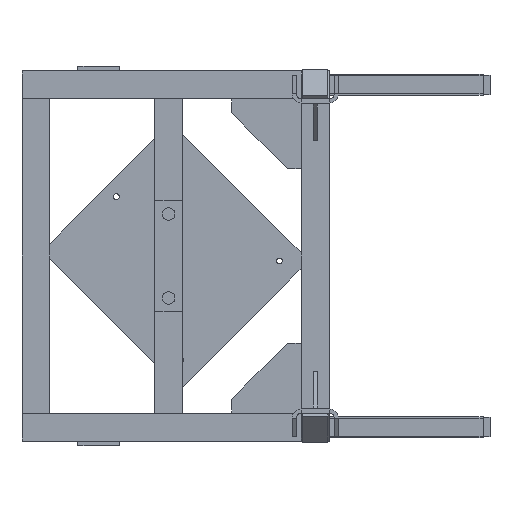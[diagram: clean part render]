
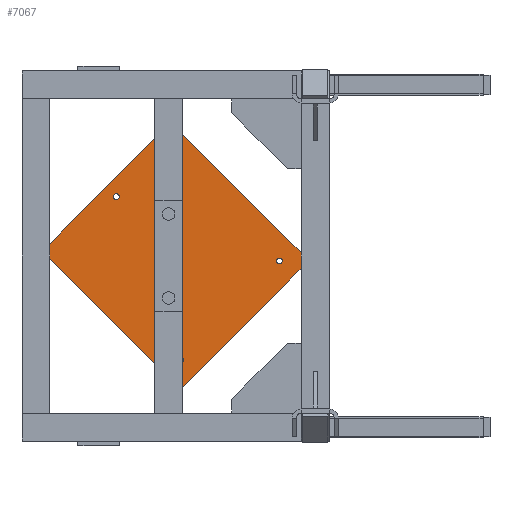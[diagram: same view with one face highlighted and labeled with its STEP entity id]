
A CAD part, front view. The second image highlights one B-rep face of the part: STEP entity #7067.
In plain terms, the highlighted planar face has unit normal (0, -1, 0).
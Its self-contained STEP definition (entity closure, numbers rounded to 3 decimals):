
#34 = DIRECTION ( 'NONE',  ( 0., 0., 1. ) ) ;
#67 = VECTOR ( 'NONE', #6343, 1000. ) ;
#228 = VERTEX_POINT ( 'NONE', #6138 ) ;
#396 = LINE ( 'NONE', #8415, #67 ) ;
#864 = VERTEX_POINT ( 'NONE', #11770 ) ;
#880 = VERTEX_POINT ( 'NONE', #3493 ) ;
#881 = CARTESIAN_POINT ( 'NONE',  ( -96.464, 310., -72.146 ) ) ;
#934 = EDGE_CURVE ( 'NONE', #957, #228, #6920, .T. ) ;
#957 = VERTEX_POINT ( 'NONE', #10453 ) ;
#1211 = LINE ( 'NONE', #2749, #4535 ) ;
#1262 = VECTOR ( 'NONE', #2420, 1000. ) ;
#1474 = DIRECTION ( 'NONE',  ( 0., 1., 0. ) ) ;
#1562 = AXIS2_PLACEMENT_3D ( 'NONE', #7577, #2272, #3338 ) ;
#1864 = DIRECTION ( 'NONE',  ( 0.707, 0., -0.707 ) ) ;
#1865 = ORIENTED_EDGE ( 'NONE', *, *, #2844, .T. ) ;
#2197 = DIRECTION ( 'NONE',  ( 0., 0., 1. ) ) ;
#2272 = DIRECTION ( 'NONE',  ( 0., 1., 0. ) ) ;
#2297 = CARTESIAN_POINT ( 'NONE',  ( -96.464, 310., -74.246 ) ) ;
#2420 = DIRECTION ( 'NONE',  ( -0.707, 0., -0.707 ) ) ;
#2572 = FACE_BOUND ( 'NONE', #3511, .T. ) ;
#2716 = ORIENTED_EDGE ( 'NONE', *, *, #4050, .T. ) ;
#2749 = CARTESIAN_POINT ( 'NONE',  ( -103.536, 310., 95.459 ) ) ;
#2765 = AXIS2_PLACEMENT_3D ( 'NONE', #10320, #10372, #7065 ) ;
#2787 = EDGE_LOOP ( 'NONE', ( #2716, #13641 ) ) ;
#2844 = EDGE_CURVE ( 'NONE', #10305, #5162, #11332, .T. ) ;
#2858 = ORIENTED_EDGE ( 'NONE', *, *, #8251, .F. ) ;
#2959 = VERTEX_POINT ( 'NONE', #9429 ) ;
#3338 = DIRECTION ( 'NONE',  ( 0., 0., 1. ) ) ;
#3375 = DIRECTION ( 'NONE',  ( 0., 1., 0. ) ) ;
#3493 = CARTESIAN_POINT ( 'NONE',  ( -195.459, 310., 3.536 ) ) ;
#3511 = EDGE_LOOP ( 'NONE', ( #5607, #6339 ) ) ;
#3562 = CIRCLE ( 'NONE', #9729, 2.1 ) ;
#3932 = FACE_BOUND ( 'NONE', #11045, .T. ) ;
#4050 = EDGE_CURVE ( 'NONE', #6975, #10144, #10801, .T. ) ;
#4306 = EDGE_CURVE ( 'NONE', #11446, #2959, #3562, .T. ) ;
#4535 = VECTOR ( 'NONE', #1864, 1000. ) ;
#4830 = DIRECTION ( 'NONE',  ( 0., 1., 0. ) ) ;
#4869 = ORIENTED_EDGE ( 'NONE', *, *, #13201, .F. ) ;
#5162 = VERTEX_POINT ( 'NONE', #9823 ) ;
#5403 = FACE_OUTER_BOUND ( 'NONE', #13584, .T. ) ;
#5607 = ORIENTED_EDGE ( 'NONE', *, *, #4306, .T. ) ;
#5702 = ORIENTED_EDGE ( 'NONE', *, *, #6974, .T. ) ;
#5995 = CARTESIAN_POINT ( 'NONE',  ( -25.754, 310., -3.536 ) ) ;
#6138 = CARTESIAN_POINT ( 'NONE',  ( -96.464, 310., -95.459 ) ) ;
#6339 = ORIENTED_EDGE ( 'NONE', *, *, #13533, .T. ) ;
#6343 = DIRECTION ( 'NONE',  ( 0.707, 0., 0.707 ) ) ;
#6359 = EDGE_CURVE ( 'NONE', #228, #880, #7444, .T. ) ;
#6639 = ORIENTED_EDGE ( 'NONE', *, *, #6359, .F. ) ;
#6787 = CARTESIAN_POINT ( 'NONE',  ( -25.754, 310., -1.436 ) ) ;
#6920 = LINE ( 'NONE', #13006, #1262 ) ;
#6974 = EDGE_CURVE ( 'NONE', #5162, #10305, #10095, .T. ) ;
#6975 = VERTEX_POINT ( 'NONE', #11461 ) ;
#7065 = DIRECTION ( 'NONE',  ( 0., 0., 1. ) ) ;
#7067 = ADVANCED_FACE ( 'NONE', ( #2572, #3932, #12882, #5403 ), #7423, .F. ) ;
#7423 = PLANE ( 'NONE',  #9683 ) ;
#7444 = LINE ( 'NONE', #13532, #12599 ) ;
#7577 = CARTESIAN_POINT ( 'NONE',  ( -142.426, 310., 42.426 ) ) ;
#7590 = DIRECTION ( 'NONE',  ( 0., 1., 0. ) ) ;
#7752 = EDGE_CURVE ( 'NONE', #10144, #6975, #10719, .T. ) ;
#7793 = DIRECTION ( 'NONE',  ( 0., 0., 1. ) ) ;
#8251 = EDGE_CURVE ( 'NONE', #880, #864, #396, .T. ) ;
#8415 = CARTESIAN_POINT ( 'NONE',  ( -195.459, 310., 3.536 ) ) ;
#9186 = DIRECTION ( 'NONE',  ( 0., 0., 1. ) ) ;
#9429 = CARTESIAN_POINT ( 'NONE',  ( -96.464, 310., -76.346 ) ) ;
#9683 = AXIS2_PLACEMENT_3D ( 'NONE', #10709, #7590, #2197 ) ;
#9729 = AXIS2_PLACEMENT_3D ( 'NONE', #2297, #3375, #34 ) ;
#9823 = CARTESIAN_POINT ( 'NONE',  ( -25.754, 310., -5.636 ) ) ;
#10095 = CIRCLE ( 'NONE', #10628, 2.1 ) ;
#10144 = VERTEX_POINT ( 'NONE', #10746 ) ;
#10305 = VERTEX_POINT ( 'NONE', #6787 ) ;
#10320 = CARTESIAN_POINT ( 'NONE',  ( -142.426, 310., 42.426 ) ) ;
#10372 = DIRECTION ( 'NONE',  ( 0., 1., 0. ) ) ;
#10416 = CARTESIAN_POINT ( 'NONE',  ( -25.754, 310., -3.536 ) ) ;
#10453 = CARTESIAN_POINT ( 'NONE',  ( -4.541, 310., -3.536 ) ) ;
#10581 = DIRECTION ( 'NONE',  ( 0., 1., 0. ) ) ;
#10628 = AXIS2_PLACEMENT_3D ( 'NONE', #10416, #10581, #11639 ) ;
#10709 = CARTESIAN_POINT ( 'NONE',  ( 0., 310., 0. ) ) ;
#10719 = CIRCLE ( 'NONE', #1562, 2.1 ) ;
#10746 = CARTESIAN_POINT ( 'NONE',  ( -142.426, 310., 40.326 ) ) ;
#10801 = CIRCLE ( 'NONE', #2765, 2.1 ) ;
#11045 = EDGE_LOOP ( 'NONE', ( #1865, #5702 ) ) ;
#11332 = CIRCLE ( 'NONE', #13428, 2.1 ) ;
#11446 = VERTEX_POINT ( 'NONE', #881 ) ;
#11461 = CARTESIAN_POINT ( 'NONE',  ( -142.426, 310., 44.526 ) ) ;
#11639 = DIRECTION ( 'NONE',  ( 0., 0., 1. ) ) ;
#11667 = ORIENTED_EDGE ( 'NONE', *, *, #934, .F. ) ;
#11770 = CARTESIAN_POINT ( 'NONE',  ( -103.536, 310., 95.459 ) ) ;
#12352 = AXIS2_PLACEMENT_3D ( 'NONE', #13040, #1474, #7793 ) ;
#12431 = DIRECTION ( 'NONE',  ( -0.707, 0., 0.707 ) ) ;
#12599 = VECTOR ( 'NONE', #12431, 1000. ) ;
#12882 = FACE_BOUND ( 'NONE', #2787, .T. ) ;
#13006 = CARTESIAN_POINT ( 'NONE',  ( -96.464, 310., -95.459 ) ) ;
#13040 = CARTESIAN_POINT ( 'NONE',  ( -96.464, 310., -74.246 ) ) ;
#13201 = EDGE_CURVE ( 'NONE', #864, #957, #1211, .T. ) ;
#13428 = AXIS2_PLACEMENT_3D ( 'NONE', #5995, #4830, #9186 ) ;
#13532 = CARTESIAN_POINT ( 'NONE',  ( -195.459, 310., 3.536 ) ) ;
#13533 = EDGE_CURVE ( 'NONE', #2959, #11446, #13669, .T. ) ;
#13584 = EDGE_LOOP ( 'NONE', ( #2858, #6639, #11667, #4869 ) ) ;
#13641 = ORIENTED_EDGE ( 'NONE', *, *, #7752, .T. ) ;
#13669 = CIRCLE ( 'NONE', #12352, 2.1 ) ;
